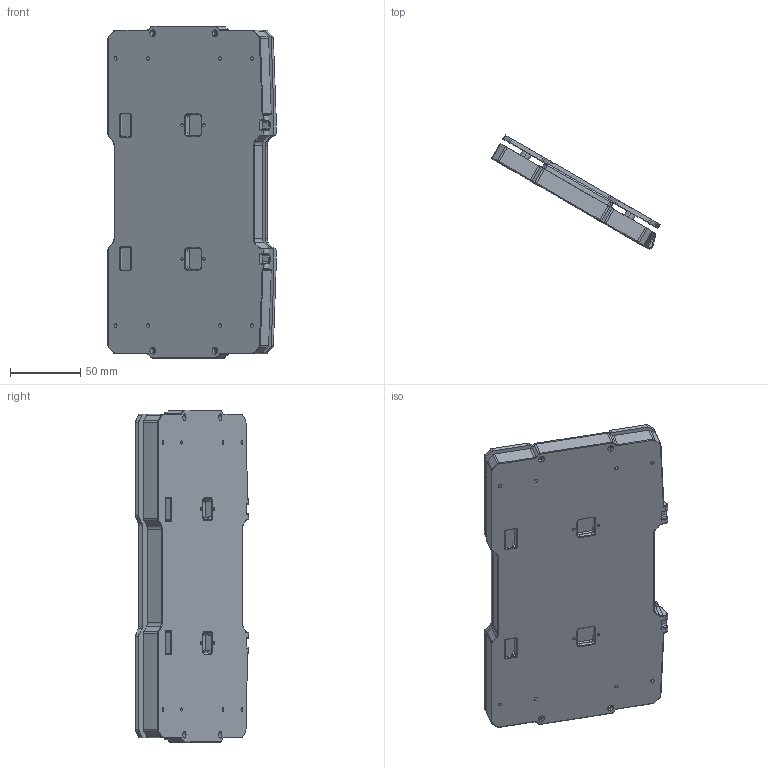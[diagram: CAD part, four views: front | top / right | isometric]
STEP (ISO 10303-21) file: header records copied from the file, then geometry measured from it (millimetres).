
FILE_DESCRIPTION (( 'STEP AP214' ), '1' );
FILE_NAME ('湮蚾樅.STEP', '2018-11-20T11:55:58', ( 'hh' ), ( 'Microsoft' ), 'SwSTEP 2.0', 'SolidWorks 2016', '' );
FILE_SCHEMA (( 'AUTOMOTIVE_DESIGN' ));
Length unit declared in the file: millimetre
Products named in the file (1): 湮蚾樅
Bounding box: 119.48 x 80.76 x 236 mm (x, y, z)
Volume: 178263.2 mm3; surface area: 154498.5 mm2
Topology: 16 solids, 16 shells, 1246 faces, 3277 edges, 2074 vertices
Faces by surface type: cylinder 556, plane 479, cone 111, bspline 68, torus 32
Entity records: 55486 total; most frequent: CARTESIAN_POINT 10526, DIRECTION 6630, ORIENTED_EDGE 6498, EDGE_CURVE 3249, AXIS2_PLACEMENT_3D 2415, VERTEX_POINT 2074, LINE 1800, VECTOR 1800
